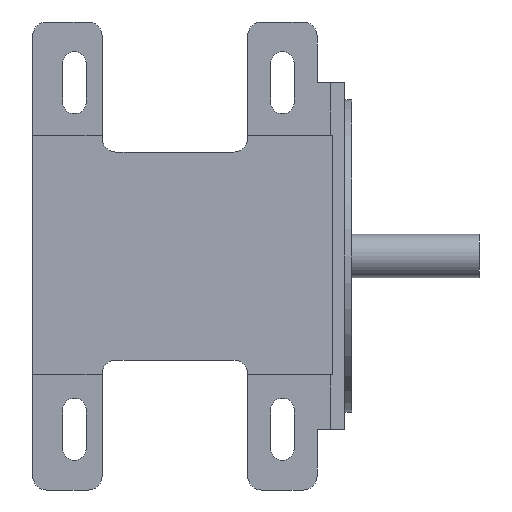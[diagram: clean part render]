
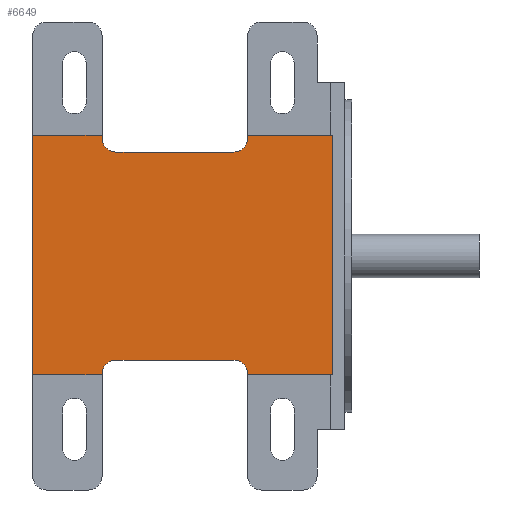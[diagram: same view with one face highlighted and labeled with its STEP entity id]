
A CAD part, front view. The second image highlights one B-rep face of the part: STEP entity #6649.
In plain terms, the highlighted planar face has unit normal (0, -1, 0).
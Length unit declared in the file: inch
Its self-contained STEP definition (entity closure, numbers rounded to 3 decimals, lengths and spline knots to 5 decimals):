
#683 = AXIS2_PLACEMENT_3D ( 'NONE', #1086, #1091, #1092 ) ;
#748 = CARTESIAN_POINT ( 'NONE',  ( -1.4, 0.03, 1.74118 ) ) ;
#759 = CARTESIAN_POINT ( 'NONE',  ( -3.5, 0.03, -1.7 ) ) ;
#760 = CARTESIAN_POINT ( 'NONE',  ( -3.5, 0.03, -1.715 ) ) ;
#766 = CARTESIAN_POINT ( 'NONE',  ( -3.5, 0.03, 1.74118 ) ) ;
#1084 = PLANE ( 'NONE',  #683 ) ;
#1086 = CARTESIAN_POINT ( 'NONE',  ( 0.51791, 0.03, -1.715 ) ) ;
#1091 = DIRECTION ( 'NONE',  ( 0., 1., 0. ) ) ;
#1092 = DIRECTION ( 'NONE',  ( 0., 0., 1. ) ) ;
#1445 = CARTESIAN_POINT ( 'NONE',  ( -4.5, 0.03, -1.5 ) ) ;
#1446 = DIRECTION ( 'NONE',  ( 0., 0., 1. ) ) ;
#2243 = CARTESIAN_POINT ( 'NONE',  ( -1.4, 0.03, -1.7 ) ) ;
#2246 = CARTESIAN_POINT ( 'NONE',  ( -1.4, 0.03, -1.715 ) ) ;
#2279 = CARTESIAN_POINT ( 'NONE',  ( -0.17, 0.03, 1.74118 ) ) ;
#2281 = CARTESIAN_POINT ( 'NONE',  ( -0.17, 0.03, -1.715 ) ) ;
#2286 = CARTESIAN_POINT ( 'NONE',  ( -1.4, 0.03, 1.7 ) ) ;
#2486 = CARTESIAN_POINT ( 'NONE',  ( -4.5, 0.03, -1.715 ) ) ;
#2519 = CARTESIAN_POINT ( 'NONE',  ( -3.3, 0.03, -1.5 ) ) ;
#2537 = CARTESIAN_POINT ( 'NONE',  ( -1.6, 0.03, 1.5 ) ) ;
#2550 = CARTESIAN_POINT ( 'NONE',  ( -1.6, 0.03, -1.5 ) ) ;
#2561 = CARTESIAN_POINT ( 'NONE',  ( -3.3, 0.03, 1.5 ) ) ;
#2660 = CARTESIAN_POINT ( 'NONE',  ( -3.5, 0.03, 1.5 ) ) ;
#2674 = DIRECTION ( 'NONE',  ( 0., 0., 1. ) ) ;
#2687 = CARTESIAN_POINT ( 'NONE',  ( -1.4, 0.03, 1.5 ) ) ;
#2688 = DIRECTION ( 'NONE',  ( 0., 0., -1. ) ) ;
#2701 = CARTESIAN_POINT ( 'NONE',  ( -3.5, 0.03, -1.5 ) ) ;
#2702 = DIRECTION ( 'NONE',  ( 0., 0., -1. ) ) ;
#2725 = CARTESIAN_POINT ( 'NONE',  ( -1.4, 0.03, -1.5 ) ) ;
#2726 = DIRECTION ( 'NONE',  ( 0., 0., 1. ) ) ;
#3168 = EDGE_LOOP ( 'NONE', ( #7062, #7063, #7064, #7065, #7066, #7067, #7068, #7069, #7070, #7071, #7072, #7073, #7074, #7075, #7076, #7077 ) ) ;
#3480 = EDGE_CURVE ( 'NONE', #10619, #5668, #7415, .T. ) ;
#3487 = EDGE_CURVE ( 'NONE', #4340, #9770, #7435, .T. ) ;
#3494 = EDGE_CURVE ( 'NONE', #5059, #5061, #7449, .T. ) ;
#3506 = EDGE_CURVE ( 'NONE', #8340, #8337, #7473, .T. ) ;
#3588 = EDGE_CURVE ( 'NONE', #10619, #10559, #7603, .T. ) ;
#3590 = EDGE_CURVE ( 'NONE', #10542, #9770, #7604, .T. ) ;
#3596 = EDGE_CURVE ( 'NONE', #10533, #5059, #7611, .T. ) ;
#3598 = EDGE_CURVE ( 'NONE', #8337, #10551, #7612, .T. ) ;
#3611 = EDGE_CURVE ( 'NONE', #8378, #8376, #7624, .T. ) ;
#3612 = EDGE_CURVE ( 'NONE', #10512, #5061, #7626, .T. ) ;
#3613 = EDGE_CURVE ( 'NONE', #8340, #8378, #7628, .T. ) ;
#3614 = EDGE_CURVE ( 'NONE', #5668, #10610, #7630, .T. ) ;
#3615 = EDGE_CURVE ( 'NONE', #8376, #4340, #6165, .T. ) ;
#4092 = LINE ( 'NONE', #9549, #4095 ) ;
#4095 = VECTOR ( 'NONE', #9550, 39.37008 ) ;
#4100 = LINE ( 'NONE', #9557, #4103 ) ;
#4103 = VECTOR ( 'NONE', #9558, 39.37008 ) ;
#4152 = LINE ( 'NONE', #1445, #4155 ) ;
#4155 = VECTOR ( 'NONE', #1446, 39.37008 ) ;
#4340 = VERTEX_POINT ( 'NONE', #748 ) ;
#4423 = CARTESIAN_POINT ( 'NONE',  ( -3.3, 0.03, 1.7 ) ) ;
#4424 = DIRECTION ( 'NONE',  ( 0., -1., 0. ) ) ;
#4425 = DIRECTION ( 'NONE',  ( 0., 0., 1. ) ) ;
#4429 = CARTESIAN_POINT ( 'NONE',  ( -1.6, 0.03, 1.7 ) ) ;
#4430 = DIRECTION ( 'NONE',  ( 0., -1., 0. ) ) ;
#4431 = DIRECTION ( 'NONE',  ( 0., 0., 1. ) ) ;
#4447 = CARTESIAN_POINT ( 'NONE',  ( -3.3, 0.03, -1.7 ) ) ;
#4448 = DIRECTION ( 'NONE',  ( 0., -1., 0. ) ) ;
#4449 = DIRECTION ( 'NONE',  ( 0., 0., 1. ) ) ;
#4454 = CARTESIAN_POINT ( 'NONE',  ( -1.6, 0.03, -1.7 ) ) ;
#4455 = DIRECTION ( 'NONE',  ( 0., -1., 0. ) ) ;
#4456 = DIRECTION ( 'NONE',  ( 0., 0., 1. ) ) ;
#4496 = CARTESIAN_POINT ( 'NONE',  ( -0.17, 0.03, -1.5 ) ) ;
#4497 = DIRECTION ( 'NONE',  ( 0., 0., 1. ) ) ;
#4498 = CARTESIAN_POINT ( 'NONE',  ( 0.51791, 0.03, -1.715 ) ) ;
#4499 = DIRECTION ( 'NONE',  ( 1., 0., 0. ) ) ;
#4500 = CARTESIAN_POINT ( 'NONE',  ( 0.51791, 0.03, -1.715 ) ) ;
#4501 = DIRECTION ( 'NONE',  ( 1., 0., 0. ) ) ;
#4502 = CARTESIAN_POINT ( 'NONE',  ( 0.51791, 0.03, 1.74118 ) ) ;
#4503 = DIRECTION ( 'NONE',  ( -1., 0., 0. ) ) ;
#4504 = CARTESIAN_POINT ( 'NONE',  ( 0.51791, 0.03, 1.74118 ) ) ;
#4505 = DIRECTION ( 'NONE',  ( -1., 0., 0. ) ) ;
#5059 = VERTEX_POINT ( 'NONE', #759 ) ;
#5061 = VERTEX_POINT ( 'NONE', #760 ) ;
#5668 = VERTEX_POINT ( 'NONE', #766 ) ;
#6165 = LINE ( 'NONE', #4504, #6166 ) ;
#6166 = VECTOR ( 'NONE', #4505, 39.37008 ) ;
#6391 = FACE_OUTER_BOUND ( 'NONE', #3168, .T. ) ;
#6649 = ADVANCED_FACE ( 'NONE', ( #6391 ), #1084, .F. ) ;
#7062 = ORIENTED_EDGE ( 'NONE', *, *, #3612, .T. ) ;
#7063 = ORIENTED_EDGE ( 'NONE', *, *, #3494, .F. ) ;
#7064 = ORIENTED_EDGE ( 'NONE', *, *, #3596, .F. ) ;
#7065 = ORIENTED_EDGE ( 'NONE', *, *, #10762, .F. ) ;
#7066 = ORIENTED_EDGE ( 'NONE', *, *, #3598, .F. ) ;
#7067 = ORIENTED_EDGE ( 'NONE', *, *, #3506, .F. ) ;
#7068 = ORIENTED_EDGE ( 'NONE', *, *, #3613, .T. ) ;
#7069 = ORIENTED_EDGE ( 'NONE', *, *, #3611, .T. ) ;
#7070 = ORIENTED_EDGE ( 'NONE', *, *, #3615, .T. ) ;
#7071 = ORIENTED_EDGE ( 'NONE', *, *, #3487, .T. ) ;
#7072 = ORIENTED_EDGE ( 'NONE', *, *, #3590, .F. ) ;
#7073 = ORIENTED_EDGE ( 'NONE', *, *, #10766, .F. ) ;
#7074 = ORIENTED_EDGE ( 'NONE', *, *, #3588, .F. ) ;
#7075 = ORIENTED_EDGE ( 'NONE', *, *, #3480, .T. ) ;
#7076 = ORIENTED_EDGE ( 'NONE', *, *, #3614, .T. ) ;
#7077 = ORIENTED_EDGE ( 'NONE', *, *, #10798, .F. ) ;
#7415 = LINE ( 'NONE', #2660, #7424 ) ;
#7424 = VECTOR ( 'NONE', #2674, 39.37008 ) ;
#7435 = LINE ( 'NONE', #2687, #7438 ) ;
#7438 = VECTOR ( 'NONE', #2688, 39.37008 ) ;
#7449 = LINE ( 'NONE', #2701, #7452 ) ;
#7452 = VECTOR ( 'NONE', #2702, 39.37008 ) ;
#7473 = LINE ( 'NONE', #2725, #7476 ) ;
#7476 = VECTOR ( 'NONE', #2726, 39.37008 ) ;
#7603 = CIRCLE ( 'NONE', #8590, 0.2 ) ;
#7604 = CIRCLE ( 'NONE', #8592, 0.2 ) ;
#7611 = CIRCLE ( 'NONE', #8598, 0.2 ) ;
#7612 = CIRCLE ( 'NONE', #8600, 0.2 ) ;
#7624 = LINE ( 'NONE', #4496, #7627 ) ;
#7626 = LINE ( 'NONE', #4498, #7629 ) ;
#7627 = VECTOR ( 'NONE', #4497, 39.37008 ) ;
#7628 = LINE ( 'NONE', #4500, #7631 ) ;
#7629 = VECTOR ( 'NONE', #4499, 39.37008 ) ;
#7630 = LINE ( 'NONE', #4502, #8480 ) ;
#7631 = VECTOR ( 'NONE', #4501, 39.37008 ) ;
#8337 = VERTEX_POINT ( 'NONE', #2243 ) ;
#8340 = VERTEX_POINT ( 'NONE', #2246 ) ;
#8376 = VERTEX_POINT ( 'NONE', #2279 ) ;
#8378 = VERTEX_POINT ( 'NONE', #2281 ) ;
#8480 = VECTOR ( 'NONE', #4503, 39.37008 ) ;
#8590 = AXIS2_PLACEMENT_3D ( 'NONE', #4423, #4424, #4425 ) ;
#8592 = AXIS2_PLACEMENT_3D ( 'NONE', #4429, #4430, #4431 ) ;
#8598 = AXIS2_PLACEMENT_3D ( 'NONE', #4447, #4448, #4449 ) ;
#8600 = AXIS2_PLACEMENT_3D ( 'NONE', #4454, #4455, #4456 ) ;
#9194 = CARTESIAN_POINT ( 'NONE',  ( -4.5, 0.03, 1.74118 ) ) ;
#9212 = CARTESIAN_POINT ( 'NONE',  ( -3.5, 0.03, 1.7 ) ) ;
#9549 = CARTESIAN_POINT ( 'NONE',  ( -4.5, 0.03, -1.5 ) ) ;
#9550 = DIRECTION ( 'NONE',  ( -1., 0., 0. ) ) ;
#9557 = CARTESIAN_POINT ( 'NONE',  ( -4.5, 0.03, 1.5 ) ) ;
#9558 = DIRECTION ( 'NONE',  ( 1., 0., 0. ) ) ;
#9770 = VERTEX_POINT ( 'NONE', #2286 ) ;
#10512 = VERTEX_POINT ( 'NONE', #2486 ) ;
#10533 = VERTEX_POINT ( 'NONE', #2519 ) ;
#10542 = VERTEX_POINT ( 'NONE', #2537 ) ;
#10551 = VERTEX_POINT ( 'NONE', #2550 ) ;
#10559 = VERTEX_POINT ( 'NONE', #2561 ) ;
#10610 = VERTEX_POINT ( 'NONE', #9194 ) ;
#10619 = VERTEX_POINT ( 'NONE', #9212 ) ;
#10762 = EDGE_CURVE ( 'NONE', #10551, #10533, #4092, .T. ) ;
#10766 = EDGE_CURVE ( 'NONE', #10559, #10542, #4100, .T. ) ;
#10798 = EDGE_CURVE ( 'NONE', #10512, #10610, #4152, .T. ) ;
